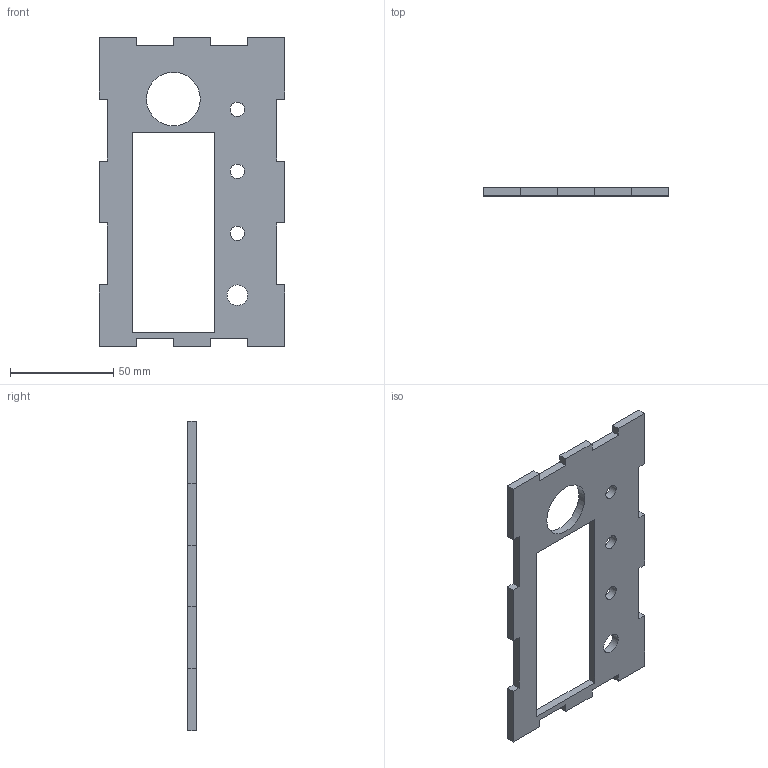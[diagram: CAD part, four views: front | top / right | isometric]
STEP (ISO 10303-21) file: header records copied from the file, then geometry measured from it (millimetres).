
FILE_DESCRIPTION(('STEP AP242'), '1');
FILE_NAME('ïîòîëîê', '', ('UNSPECIFIED'), ('UNSPECIFIED'), 'C3D Converter', 'C3D Toolkit', '');
FILE_SCHEMA(('AP242_MANAGED_MODEL_BASED_3D_ENGINEERING_MIM_LF { 1 0 10303 442 1 1 4 }'));
Length unit declared in the file: millimetre
Bounding box: 90 x 4 x 150 mm (x, y, z)
Volume: 32508.3 mm3; surface area: 20242.4 mm2
Topology: 1 solids, 1 shells, 47 faces, 135 edges, 90 vertices
Faces by surface type: plane 42, cylinder 5
Full cylindrical faces by diameter (mm): 7 x3, 10 x1, 26 x1
Entity records: 1558 total; most frequent: CARTESIAN_POINT 268, ORIENTED_EDGE 260, DIRECTION 236, EDGE_CURVE 130, LINE 120, VECTOR 120, VERTEX_POINT 90, EDGE_LOOP 64
